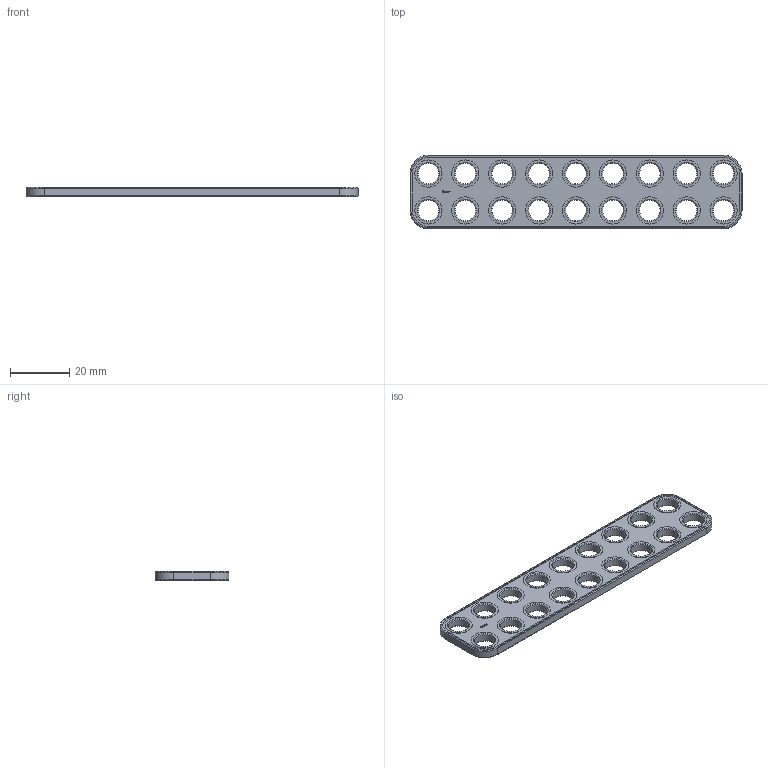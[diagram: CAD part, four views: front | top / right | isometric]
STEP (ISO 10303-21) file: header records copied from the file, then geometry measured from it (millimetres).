
FILE_DESCRIPTION(('FreeCAD Model'),'2;1');
FILE_NAME('Open CASCADE Shape Model','2024-10-08T01:55:57',(''),(''), 'Open CASCADE STEP processor 7.7','FreeCAD','Unknown');
FILE_SCHEMA(('AUTOMOTIVE_DESIGN { 1 0 10303 214 1 1 1 1 }'));
Length unit declared in the file: millimetre
Products named in the file (1): Plate RCT CRNR BU09x02x00.25 - SPN-PLT-0106 (stemfie.org)
Bounding box: 112.5 x 25 x 3.12 mm (x, y, z)
Volume: 6184.5 mm3; surface area: 6164.2 mm2
Topology: 1 solids, 1 shells, 577 faces, 1520 edges, 996 vertices
Faces by surface type: plane 339, extrusion 150, cylinder 44, cone 44
Full cylindrical faces by diameter (mm): 7 x18, 9.2 x18
Entity records: 18214 total; most frequent: CARTESIAN_POINT 4324, ORIENTED_EDGE 3040, DIRECTION 2358, EDGE_CURVE 1520, VECTOR 1238, LINE 1088, VERTEX_POINT 996, FACE_BOUND 664
